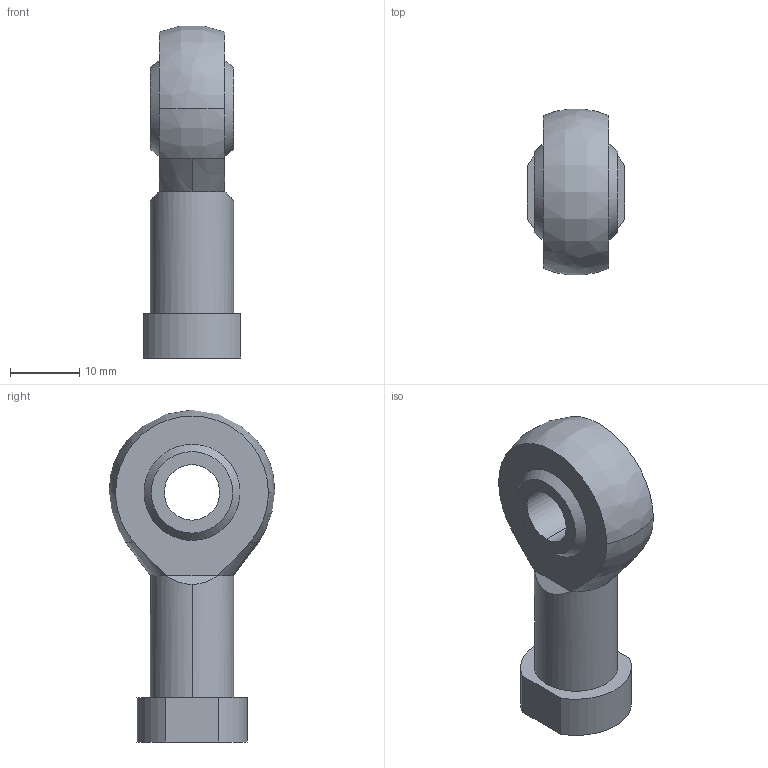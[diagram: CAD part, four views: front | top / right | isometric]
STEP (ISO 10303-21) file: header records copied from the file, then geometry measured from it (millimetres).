
FILE_DESCRIPTION (( 'STEP AP214' ), '1' );
FILE_NAME ('RD000004_PP.STEP', '2018-09-17T12:06:19', ( '' ), ( '' ), 'SwSTEP 2.0', 'SolidWorks 2018', '' );
FILE_SCHEMA (( 'AUTOMOTIVE_DESIGN' ));
Length unit declared in the file: millimetre
Products named in the file (1): RD000004_PP
Bounding box: 14 x 23.92 x 47.89 mm (x, y, z)
Volume: 6508.7 mm3; surface area: 3220.8 mm2
Topology: 1 solids, 1 shells, 29 faces, 65 edges, 44 vertices
Faces by surface type: plane 11, cylinder 8, bspline 5, cone 5
Entity records: 1320 total; most frequent: CARTESIAN_POINT 586, ORIENTED_EDGE 130, DIRECTION 129, EDGE_CURVE 65, AXIS2_PLACEMENT_3D 55, VERTEX_POINT 44, EDGE_LOOP 37, CIRCLE 30
